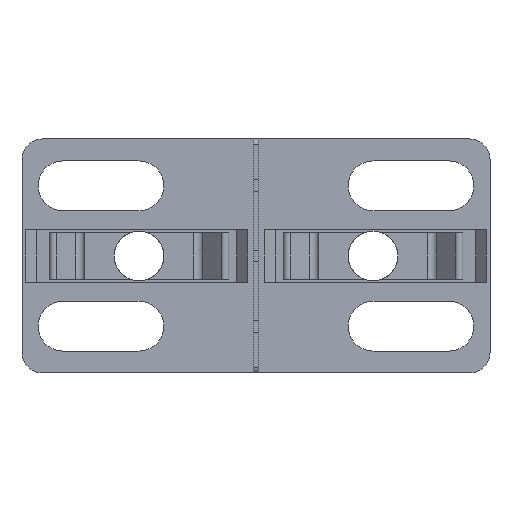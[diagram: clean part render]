
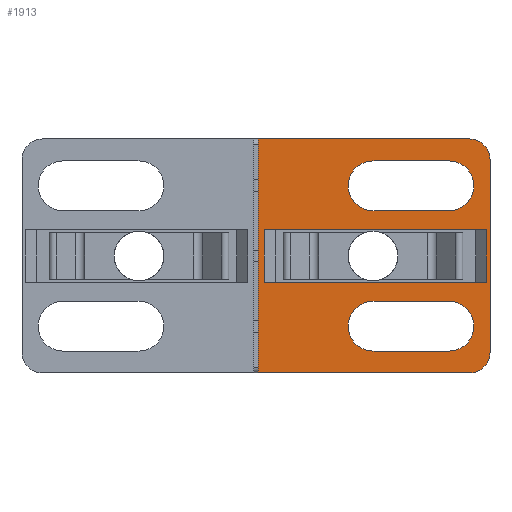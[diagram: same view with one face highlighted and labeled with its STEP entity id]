
A CAD part, front view. The second image highlights one B-rep face of the part: STEP entity #1913.
In plain terms, the highlighted planar face has unit normal (0, -1, 0).
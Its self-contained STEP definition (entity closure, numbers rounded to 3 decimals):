
#1165=CARTESIAN_POINT('',(33.0,-10.,36.25));
#1166=VERTEX_POINT('',#1165);
#1173=CARTESIAN_POINT('',(20.0,-10.,36.25));
#1174=VERTEX_POINT('',#1173);
#1175=CARTESIAN_POINT('',(20.,-10.,36.25));
#1176=DIRECTION('',(1.0,0.0,0.0));
#1177=VECTOR('',#1176,13.);
#1178=LINE('',#1175,#1177);
#1179=EDGE_CURVE('',#1174,#1166,#1178,.T.);
#1197=CARTESIAN_POINT('',(20.0,-10.,27.75));
#1198=VERTEX_POINT('',#1197);
#1199=CARTESIAN_POINT('',(20.0,-10.,32.0));
#1200=DIRECTION('',(0.0,1.0,0.0));
#1201=DIRECTION('',(0.0,0.0,1.0));
#1202=AXIS2_PLACEMENT_3D('',#1199,#1200,#1201);
#1203=CIRCLE('',#1202,4.25);
#1204=EDGE_CURVE('',#1198,#1174,#1203,.T.);
#1222=CARTESIAN_POINT('',(33.0,-10.,27.75));
#1223=VERTEX_POINT('',#1222);
#1224=CARTESIAN_POINT('',(33.0,-10.,27.75));
#1225=DIRECTION('',(-1.0,0.0,0.0));
#1226=VECTOR('',#1225,13.0);
#1227=LINE('',#1224,#1226);
#1228=EDGE_CURVE('',#1223,#1198,#1227,.T.);
#1246=CARTESIAN_POINT('',(33.0,-10.,32.0));
#1247=DIRECTION('',(0.0,1.0,0.0));
#1248=DIRECTION('',(0.0,0.0,-1.0));
#1249=AXIS2_PLACEMENT_3D('',#1246,#1247,#1248);
#1250=CIRCLE('',#1249,4.25);
#1251=EDGE_CURVE('',#1166,#1223,#1250,.T.);
#1282=CARTESIAN_POINT('',(33.0,-10.,12.25));
#1283=VERTEX_POINT('',#1282);
#1290=CARTESIAN_POINT('',(20.,-10.,12.25));
#1291=VERTEX_POINT('',#1290);
#1292=CARTESIAN_POINT('',(20.0,-10.,12.25));
#1293=DIRECTION('',(1.0,0.0,0.0));
#1294=VECTOR('',#1293,13.0);
#1295=LINE('',#1292,#1294);
#1296=EDGE_CURVE('',#1291,#1283,#1295,.T.);
#1314=CARTESIAN_POINT('',(20.0,-10.,3.75));
#1315=VERTEX_POINT('',#1314);
#1316=CARTESIAN_POINT('',(20.0,-10.,8.));
#1317=DIRECTION('',(0.0,1.0,0.0));
#1318=DIRECTION('',(0.0,0.0,1.0));
#1319=AXIS2_PLACEMENT_3D('',#1316,#1317,#1318);
#1320=CIRCLE('',#1319,4.25);
#1321=EDGE_CURVE('',#1315,#1291,#1320,.T.);
#1339=CARTESIAN_POINT('',(33.,-10.,3.75));
#1340=VERTEX_POINT('',#1339);
#1341=CARTESIAN_POINT('',(33.,-10.,3.75));
#1342=DIRECTION('',(-1.0,0.0,0.0));
#1343=VECTOR('',#1342,13.);
#1344=LINE('',#1341,#1343);
#1345=EDGE_CURVE('',#1340,#1315,#1344,.T.);
#1363=CARTESIAN_POINT('',(33.0,-10.,8.));
#1364=DIRECTION('',(0.0,1.0,0.0));
#1365=DIRECTION('',(0.0,0.0,-1.0));
#1366=AXIS2_PLACEMENT_3D('',#1363,#1364,#1365);
#1367=CIRCLE('',#1366,4.25);
#1368=EDGE_CURVE('',#1283,#1340,#1367,.T.);
#1379=CARTESIAN_POINT('',(1.4,-10.,24.5));
#1380=VERTEX_POINT('',#1379);
#1388=CARTESIAN_POINT('',(39.4,-10.,24.5));
#1389=VERTEX_POINT('',#1388);
#1396=CARTESIAN_POINT('',(1.4,-10.,24.5));
#1397=DIRECTION('',(1.0,0.0,0.0));
#1398=VECTOR('',#1397,38.0);
#1399=LINE('',#1396,#1398);
#1400=EDGE_CURVE('',#1380,#1389,#1399,.T.);
#1410=CARTESIAN_POINT('',(39.4,-10.,15.5));
#1411=VERTEX_POINT('',#1410);
#1418=CARTESIAN_POINT('',(39.4,-10.,24.5));
#1419=DIRECTION('',(0.0,0.0,-1.0));
#1420=VECTOR('',#1419,9.);
#1421=LINE('',#1418,#1420);
#1422=EDGE_CURVE('',#1389,#1411,#1421,.T.);
#1434=CARTESIAN_POINT('',(1.4,-10.,15.5));
#1435=VERTEX_POINT('',#1434);
#1444=CARTESIAN_POINT('',(1.4,-10.,15.5));
#1445=DIRECTION('',(0.0,0.0,1.0));
#1446=VECTOR('',#1445,9.);
#1447=LINE('',#1444,#1446);
#1448=EDGE_CURVE('',#1435,#1380,#1447,.T.);
#1458=CARTESIAN_POINT('',(39.4,-10.,15.5));
#1459=DIRECTION('',(-1.0,0.0,0.0));
#1460=VECTOR('',#1459,38.0);
#1461=LINE('',#1458,#1460);
#1462=EDGE_CURVE('',#1411,#1435,#1461,.T.);
#1616=CARTESIAN_POINT('',(36.5,-10.,0.0));
#1617=VERTEX_POINT('',#1616);
#1624=CARTESIAN_POINT('',(0.4,-10.,0.0));
#1625=VERTEX_POINT('',#1624);
#1626=CARTESIAN_POINT('',(0.4,-10.,0.0));
#1627=DIRECTION('',(1.0,0.0,0.0));
#1628=VECTOR('',#1627,36.1);
#1629=LINE('',#1626,#1628);
#1630=EDGE_CURVE('',#1625,#1617,#1629,.T.);
#1648=CARTESIAN_POINT('',(40.0,-10.,3.5));
#1649=VERTEX_POINT('',#1648);
#1656=CARTESIAN_POINT('',(36.5,-10.,3.5));
#1657=DIRECTION('',(0.0,1.0,0.0));
#1658=DIRECTION('',(0.707,0.0,-0.707));
#1659=AXIS2_PLACEMENT_3D('',#1656,#1657,#1658);
#1660=CIRCLE('',#1659,3.5);
#1661=EDGE_CURVE('',#1649,#1617,#1660,.T.);
#1673=CARTESIAN_POINT('',(40.0,-10.,36.5));
#1674=VERTEX_POINT('',#1673);
#1681=CARTESIAN_POINT('',(40.0,-10.,3.5));
#1682=DIRECTION('',(0.0,0.0,1.0));
#1683=VECTOR('',#1682,33.0);
#1684=LINE('',#1681,#1683);
#1685=EDGE_CURVE('',#1649,#1674,#1684,.T.);
#1697=CARTESIAN_POINT('',(36.5,-10.,40.0));
#1698=VERTEX_POINT('',#1697);
#1705=CARTESIAN_POINT('',(36.5,-10.,36.5));
#1706=DIRECTION('',(0.0,1.0,0.0));
#1707=DIRECTION('',(0.707,0.0,0.707));
#1708=AXIS2_PLACEMENT_3D('',#1705,#1706,#1707);
#1709=CIRCLE('',#1708,3.5);
#1710=EDGE_CURVE('',#1698,#1674,#1709,.T.);
#1721=CARTESIAN_POINT('',(0.4,-10.,40.0));
#1722=VERTEX_POINT('',#1721);
#1729=CARTESIAN_POINT('',(36.5,-10.,40.0));
#1730=DIRECTION('',(-1.0,0.0,0.0));
#1731=VECTOR('',#1730,36.1);
#1732=LINE('',#1729,#1731);
#1733=EDGE_CURVE('',#1698,#1722,#1732,.T.);
#1787=CARTESIAN_POINT('',(0.4,-10.,0.0));
#1788=DIRECTION('',(0.0,0.0,1.0));
#1789=VECTOR('',#1788,40.0);
#1790=LINE('',#1787,#1789);
#1791=EDGE_CURVE('',#1625,#1722,#1790,.T.);
#1882=CARTESIAN_POINT('',(40.0,-10.,0.0));
#1883=DIRECTION('',(0.0,-1.0,0.0));
#1884=DIRECTION('',(0.0,0.0,-1.0));
#1885=AXIS2_PLACEMENT_3D('',#1882,#1883,#1884);
#1886=PLANE('',#1885);
#1887=ORIENTED_EDGE('',*,*,#1661,.F.);
#1888=ORIENTED_EDGE('',*,*,#1685,.T.);
#1889=ORIENTED_EDGE('',*,*,#1710,.F.);
#1890=ORIENTED_EDGE('',*,*,#1733,.T.);
#1891=ORIENTED_EDGE('',*,*,#1791,.F.);
#1892=ORIENTED_EDGE('',*,*,#1630,.T.);
#1893=EDGE_LOOP('',(#1887,#1888,#1889,#1890,#1891,#1892));
#1894=FACE_OUTER_BOUND('',#1893,.T.);
#1895=ORIENTED_EDGE('',*,*,#1228,.T.);
#1896=ORIENTED_EDGE('',*,*,#1204,.T.);
#1897=ORIENTED_EDGE('',*,*,#1179,.T.);
#1898=ORIENTED_EDGE('',*,*,#1251,.T.);
#1899=EDGE_LOOP('',(#1895,#1896,#1897,#1898));
#1900=FACE_BOUND('',#1899,.T.);
#1901=ORIENTED_EDGE('',*,*,#1345,.T.);
#1902=ORIENTED_EDGE('',*,*,#1321,.T.);
#1903=ORIENTED_EDGE('',*,*,#1296,.T.);
#1904=ORIENTED_EDGE('',*,*,#1368,.T.);
#1905=EDGE_LOOP('',(#1901,#1902,#1903,#1904));
#1906=FACE_BOUND('',#1905,.T.);
#1907=ORIENTED_EDGE('',*,*,#1400,.T.);
#1908=ORIENTED_EDGE('',*,*,#1422,.T.);
#1909=ORIENTED_EDGE('',*,*,#1462,.T.);
#1910=ORIENTED_EDGE('',*,*,#1448,.T.);
#1911=EDGE_LOOP('',(#1907,#1908,#1909,#1910));
#1912=FACE_BOUND('',#1911,.T.);
#1913=ADVANCED_FACE('',(#1894,#1900,#1906,#1912),#1886,.T.);
